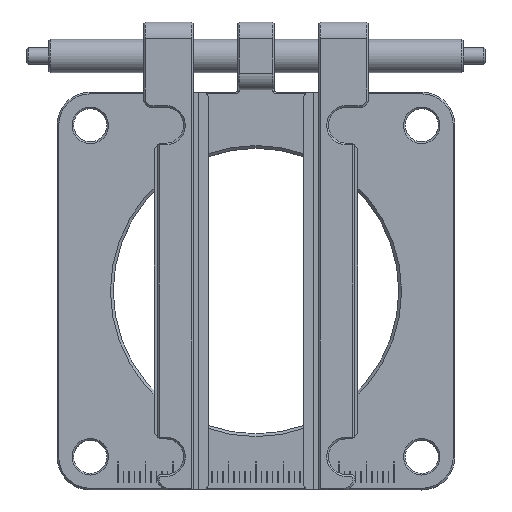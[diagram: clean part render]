
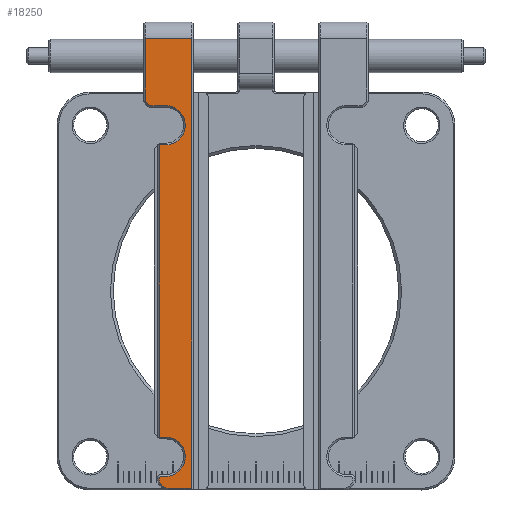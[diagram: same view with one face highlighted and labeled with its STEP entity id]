
A CAD part, top view. The second image highlights one B-rep face of the part: STEP entity #18250.
In plain terms, the highlighted planar face has unit normal (0, 0, 1).
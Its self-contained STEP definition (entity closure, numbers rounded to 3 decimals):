
#73 = CARTESIAN_POINT ( 'NONE',  ( -20.35, 24.581, 17.957 ) ) ;
#177 = AXIS2_PLACEMENT_3D ( 'NONE', #13062, #15231, #13317 ) ;
#671 = EDGE_CURVE ( 'NONE', #21027, #23118, #15727, .T. ) ;
#720 = DIRECTION ( 'NONE',  ( -1., 0., 0. ) ) ;
#872 = VECTOR ( 'NONE', #2240, 1000. ) ;
#2240 = DIRECTION ( 'NONE',  ( 1., 0., 0. ) ) ;
#2293 = CARTESIAN_POINT ( 'NONE',  ( -17.55, 34.531, 17.957 ) ) ;
#2294 = EDGE_CURVE ( 'NONE', #21027, #4992, #19986, .T. ) ;
#2343 = CIRCLE ( 'NONE', #177, 1.7 ) ;
#2446 = ORIENTED_EDGE ( 'NONE', *, *, #19706, .F. ) ;
#2535 = CIRCLE ( 'NONE', #11227, 3.55 ) ;
#3056 = VECTOR ( 'NONE', #23430, 1000. ) ;
#3557 = CARTESIAN_POINT ( 'NONE',  ( -20.35, 31.681, 17.957 ) ) ;
#3640 = VERTEX_POINT ( 'NONE', #17954 ) ;
#3695 = DIRECTION ( 'NONE',  ( -1., 0., 0. ) ) ;
#3779 = VECTOR ( 'NONE', #720, 1000. ) ;
#3840 = DIRECTION ( 'NONE',  ( 0., 1., 0. ) ) ;
#3879 = LINE ( 'NONE', #14346, #872 ) ;
#4110 = DIRECTION ( 'NONE',  ( 0., 1., 0. ) ) ;
#4662 = CARTESIAN_POINT ( 'NONE',  ( -20.35, 43.831, 17.957 ) ) ;
#4976 = CARTESIAN_POINT ( 'NONE',  ( -20.35, -37.569, 17.957 ) ) ;
#4992 = VERTEX_POINT ( 'NONE', #23239 ) ;
#5030 = VERTEX_POINT ( 'NONE', #25801 ) ;
#5476 = CARTESIAN_POINT ( 'NONE',  ( -16.35, 31.681, 17.957 ) ) ;
#5536 = VERTEX_POINT ( 'NONE', #21685 ) ;
#5736 = DIRECTION ( 'NONE',  ( 0., 0., -1. ) ) ;
#5950 = CARTESIAN_POINT ( 'NONE',  ( -16.35, 24.581, 17.957 ) ) ;
#6178 = CARTESIAN_POINT ( 'NONE',  ( -17.326, -35.419, 17.957 ) ) ;
#6303 = EDGE_CURVE ( 'NONE', #25212, #23118, #8084, .T. ) ;
#6320 = VERTEX_POINT ( 'NONE', #6178 ) ;
#6383 = EDGE_CURVE ( 'NONE', #6320, #17832, #3879, .T. ) ;
#6424 = EDGE_CURVE ( 'NONE', #6876, #3640, #23297, .T. ) ;
#6430 = VECTOR ( 'NONE', #3840, 1000. ) ;
#6473 = ORIENTED_EDGE ( 'NONE', *, *, #17259, .F. ) ;
#6490 = LINE ( 'NONE', #18735, #10350 ) ;
#6743 = ORIENTED_EDGE ( 'NONE', *, *, #10600, .T. ) ;
#6876 = VERTEX_POINT ( 'NONE', #25028 ) ;
#7368 = DIRECTION ( 'NONE',  ( 0., 0., -1. ) ) ;
#7733 = LINE ( 'NONE', #26649, #22022 ) ;
#7769 = FACE_OUTER_BOUND ( 'NONE', #17026, .T. ) ;
#8029 = ORIENTED_EDGE ( 'NONE', *, *, #10372, .F. ) ;
#8084 = LINE ( 'NONE', #73, #18243 ) ;
#8335 = ORIENTED_EDGE ( 'NONE', *, *, #671, .T. ) ;
#8503 = ORIENTED_EDGE ( 'NONE', *, *, #18708, .T. ) ;
#9195 = AXIS2_PLACEMENT_3D ( 'NONE', #26000, #7368, #15677 ) ;
#9294 = ORIENTED_EDGE ( 'NONE', *, *, #25488, .F. ) ;
#9439 = CARTESIAN_POINT ( 'NONE',  ( -17.55, 24.581, 17.957 ) ) ;
#10325 = DIRECTION ( 'NONE',  ( 0., 1., 0. ) ) ;
#10344 = ORIENTED_EDGE ( 'NONE', *, *, #2294, .F. ) ;
#10350 = VECTOR ( 'NONE', #19135, 1000. ) ;
#10367 = EDGE_CURVE ( 'NONE', #22548, #25212, #18244, .T. ) ;
#10372 = EDGE_CURVE ( 'NONE', #21744, #5536, #6490, .T. ) ;
#10600 = EDGE_CURVE ( 'NONE', #14376, #17832, #2535, .T. ) ;
#11227 = AXIS2_PLACEMENT_3D ( 'NONE', #13288, #21308, #11245 ) ;
#11245 = DIRECTION ( 'NONE',  ( 0., -1., 0. ) ) ;
#11268 = VERTEX_POINT ( 'NONE', #26438 ) ;
#11354 = AXIS2_PLACEMENT_3D ( 'NONE', #24376, #5736, #4110 ) ;
#11441 = CARTESIAN_POINT ( 'NONE',  ( -16.35, -28.319, 17.957 ) ) ;
#11743 = ORIENTED_EDGE ( 'NONE', *, *, #26355, .F. ) ;
#11875 = VECTOR ( 'NONE', #15780, 1000. ) ;
#12028 = CARTESIAN_POINT ( 'NONE',  ( -16.35, -35.419, 17.957 ) ) ;
#13062 = CARTESIAN_POINT ( 'NONE',  ( -15.85, -35.869, 17.957 ) ) ;
#13134 = LINE ( 'NONE', #23722, #18569 ) ;
#13262 = VERTEX_POINT ( 'NONE', #20471 ) ;
#13276 = DIRECTION ( 'NONE',  ( 1., 0., 0. ) ) ;
#13288 = CARTESIAN_POINT ( 'NONE',  ( -16.35, -31.869, 17.957 ) ) ;
#13317 = DIRECTION ( 'NONE',  ( 0., 1., 0. ) ) ;
#13385 = DIRECTION ( 'NONE',  ( 0.707, 0.707, 0. ) ) ;
#13653 = ORIENTED_EDGE ( 'NONE', *, *, #22275, .T. ) ;
#14346 = CARTESIAN_POINT ( 'NONE',  ( -20.35, -35.419, 17.957 ) ) ;
#14376 = VERTEX_POINT ( 'NONE', #11441 ) ;
#14492 = ORIENTED_EDGE ( 'NONE', *, *, #10367, .F. ) ;
#15231 = DIRECTION ( 'NONE',  ( 0., 0., -1. ) ) ;
#15607 = VECTOR ( 'NONE', #3695, 1000. ) ;
#15677 = DIRECTION ( 'NONE',  ( 0., -1., 0. ) ) ;
#15727 = CIRCLE ( 'NONE', #9195, 3.55 ) ;
#15780 = DIRECTION ( 'NONE',  ( 0., -1., 0. ) ) ;
#16076 = PLANE ( 'NONE',  #11354 ) ;
#16415 = ORIENTED_EDGE ( 'NONE', *, *, #6383, .F. ) ;
#16437 = LINE ( 'NONE', #16574, #22686 ) ;
#16513 = DIRECTION ( 'NONE',  ( 1., 0., 0. ) ) ;
#16574 = CARTESIAN_POINT ( 'NONE',  ( -20.05, 32.505, 17.957 ) ) ;
#16883 = CARTESIAN_POINT ( 'NONE',  ( -17.55, -28.319, 17.957 ) ) ;
#17026 = EDGE_LOOP ( 'NONE', ( #13653, #2446, #18330, #22209, #8503, #10344, #8335, #19540, #14492, #9294, #6743, #16415, #11743, #8029, #6473 ) ) ;
#17259 = EDGE_CURVE ( 'NONE', #13262, #21744, #2343, .T. ) ;
#17671 = CARTESIAN_POINT ( 'NONE',  ( -11.65, 34.531, 17.957 ) ) ;
#17832 = VERTEX_POINT ( 'NONE', #12028 ) ;
#17954 = CARTESIAN_POINT ( 'NONE',  ( -11.65, 43.831, 17.957 ) ) ;
#18243 = VECTOR ( 'NONE', #16513, 1000. ) ;
#18244 = LINE ( 'NONE', #2293, #6430 ) ;
#18250 = ADVANCED_FACE ( 'NONE', ( #7769 ), #16076, .F. ) ;
#18330 = ORIENTED_EDGE ( 'NONE', *, *, #6424, .F. ) ;
#18569 = VECTOR ( 'NONE', #13385, 1000. ) ;
#18708 = EDGE_CURVE ( 'NONE', #5030, #4992, #16437, .T. ) ;
#18735 = CARTESIAN_POINT ( 'NONE',  ( -17.55, 34.531, 17.957 ) ) ;
#18740 = DIRECTION ( 'NONE',  ( 0.707, -0.707, 0. ) ) ;
#19135 = DIRECTION ( 'NONE',  ( 0., 1., 0. ) ) ;
#19540 = ORIENTED_EDGE ( 'NONE', *, *, #6303, .F. ) ;
#19706 = EDGE_CURVE ( 'NONE', #3640, #11268, #20245, .T. ) ;
#19986 = LINE ( 'NONE', #3557, #15607 ) ;
#20245 = LINE ( 'NONE', #17671, #11875 ) ;
#20471 = CARTESIAN_POINT ( 'NONE',  ( -15.85, -37.569, 17.957 ) ) ;
#21027 = VERTEX_POINT ( 'NONE', #5476 ) ;
#21308 = DIRECTION ( 'NONE',  ( 0., 0., -1. ) ) ;
#21685 = CARTESIAN_POINT ( 'NONE',  ( -17.55, -35.643, 17.957 ) ) ;
#21744 = VERTEX_POINT ( 'NONE', #23513 ) ;
#22022 = VECTOR ( 'NONE', #10325, 1000. ) ;
#22209 = ORIENTED_EDGE ( 'NONE', *, *, #26155, .F. ) ;
#22275 = EDGE_CURVE ( 'NONE', #13262, #11268, #23614, .T. ) ;
#22548 = VERTEX_POINT ( 'NONE', #16883 ) ;
#22686 = VECTOR ( 'NONE', #18740, 1000. ) ;
#23118 = VERTEX_POINT ( 'NONE', #5950 ) ;
#23239 = CARTESIAN_POINT ( 'NONE',  ( -19.226, 31.681, 17.957 ) ) ;
#23297 = LINE ( 'NONE', #4662, #3056 ) ;
#23430 = DIRECTION ( 'NONE',  ( 1., 0., 0. ) ) ;
#23513 = CARTESIAN_POINT ( 'NONE',  ( -17.55, -35.869, 17.957 ) ) ;
#23562 = CARTESIAN_POINT ( 'NONE',  ( -20.35, -28.319, 17.957 ) ) ;
#23614 = LINE ( 'NONE', #4976, #26210 ) ;
#23722 = CARTESIAN_POINT ( 'NONE',  ( -17.55, -35.643, 17.957 ) ) ;
#24376 = CARTESIAN_POINT ( 'NONE',  ( -20.35, 34.531, 17.957 ) ) ;
#25028 = CARTESIAN_POINT ( 'NONE',  ( -20.05, 43.831, 17.957 ) ) ;
#25212 = VERTEX_POINT ( 'NONE', #9439 ) ;
#25488 = EDGE_CURVE ( 'NONE', #14376, #22548, #25587, .T. ) ;
#25587 = LINE ( 'NONE', #23562, #3779 ) ;
#25801 = CARTESIAN_POINT ( 'NONE',  ( -20.05, 32.505, 17.957 ) ) ;
#26000 = CARTESIAN_POINT ( 'NONE',  ( -16.35, 28.131, 17.957 ) ) ;
#26155 = EDGE_CURVE ( 'NONE', #5030, #6876, #7733, .T. ) ;
#26210 = VECTOR ( 'NONE', #13276, 1000. ) ;
#26355 = EDGE_CURVE ( 'NONE', #5536, #6320, #13134, .T. ) ;
#26438 = CARTESIAN_POINT ( 'NONE',  ( -11.65, -37.569, 17.957 ) ) ;
#26649 = CARTESIAN_POINT ( 'NONE',  ( -20.05, 34.531, 17.957 ) ) ;
